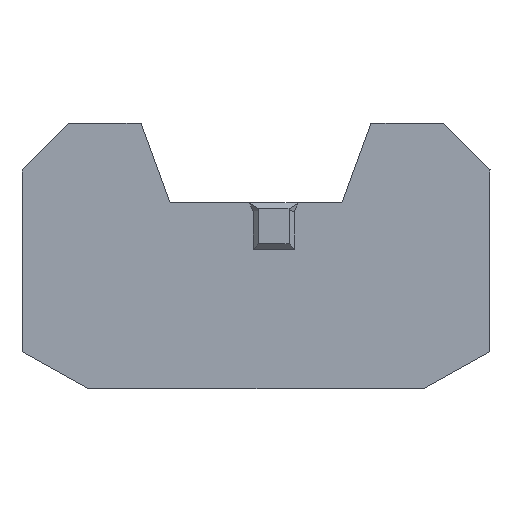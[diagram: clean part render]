
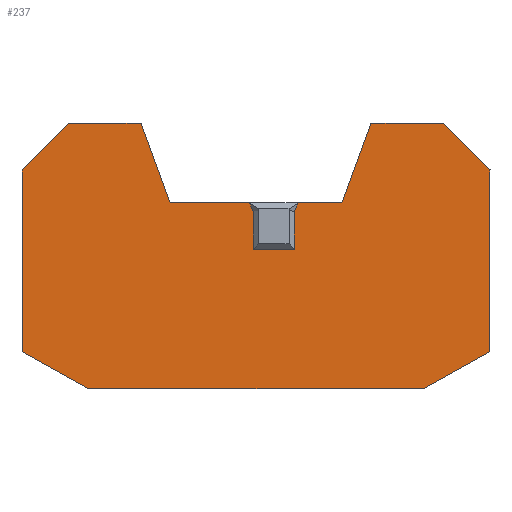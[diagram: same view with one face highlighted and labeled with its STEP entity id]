
A CAD part, left-side view. The second image highlights one B-rep face of the part: STEP entity #237.
In plain terms, the highlighted planar face has unit normal (-1, 0, 0).
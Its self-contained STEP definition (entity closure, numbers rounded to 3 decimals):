
#105=AXIS2_PLACEMENT_3D('Plane Axis2P3D',#102,#103,#104) ;
#42=CARTESIAN_POINT('Vertex',(0.,0.,7.145)) ;
#45=CARTESIAN_POINT('Line Origine',(0.,6.466,3.573)) ;
#49=CARTESIAN_POINT('Vertex',(0.,12.932,0.)) ;
#82=CARTESIAN_POINT('Vertex',(0.,0.,42.35)) ;
#85=CARTESIAN_POINT('Line Origine',(0.,0.,24.748)) ;
#102=CARTESIAN_POINT('Axis2P3D Location',(0.,45.3,2.414)) ;
#107=CARTESIAN_POINT('Line Origine',(0.,4.525,46.875)) ;
#111=CARTESIAN_POINT('Vertex',(0.,9.05,51.4)) ;
#114=CARTESIAN_POINT('Line Origine',(0.,16.05,51.4)) ;
#118=CARTESIAN_POINT('Vertex',(0.,23.05,51.4)) ;
#121=CARTESIAN_POINT('Line Origine',(0.,25.853,43.7)) ;
#125=CARTESIAN_POINT('Vertex',(0.,28.655,36.)) ;
#128=CARTESIAN_POINT('Line Origine',(0.,32.893,36.)) ;
#132=CARTESIAN_POINT('Vertex',(0.,37.132,36.)) ;
#135=CARTESIAN_POINT('Line Origine',(0.,37.491,35.15)) ;
#139=CARTESIAN_POINT('Vertex',(0.,37.85,34.3)) ;
#142=CARTESIAN_POINT('Line Origine',(0.,37.85,30.65)) ;
#146=CARTESIAN_POINT('Vertex',(0.,37.85,27.)) ;
#149=CARTESIAN_POINT('Line Origine',(0.,41.85,27.)) ;
#153=CARTESIAN_POINT('Vertex',(0.,45.85,27.)) ;
#156=CARTESIAN_POINT('Line Origine',(0.,45.85,30.65)) ;
#160=CARTESIAN_POINT('Vertex',(0.,45.85,34.3)) ;
#163=CARTESIAN_POINT('Line Origine',(0.,46.209,35.15)) ;
#167=CARTESIAN_POINT('Vertex',(0.,46.569,36.)) ;
#170=CARTESIAN_POINT('Line Origine',(0.,54.257,36.)) ;
#174=CARTESIAN_POINT('Vertex',(0.,61.945,36.)) ;
#177=CARTESIAN_POINT('Line Origine',(0.,64.747,43.7)) ;
#181=CARTESIAN_POINT('Vertex',(0.,67.55,51.4)) ;
#184=CARTESIAN_POINT('Line Origine',(0.,74.55,51.4)) ;
#188=CARTESIAN_POINT('Vertex',(0.,81.55,51.4)) ;
#191=CARTESIAN_POINT('Line Origine',(0.,86.075,46.875)) ;
#195=CARTESIAN_POINT('Vertex',(0.,90.6,42.35)) ;
#198=CARTESIAN_POINT('Line Origine',(0.,90.6,24.748)) ;
#202=CARTESIAN_POINT('Vertex',(0.,90.6,7.145)) ;
#205=CARTESIAN_POINT('Line Origine',(0.,84.134,3.573)) ;
#209=CARTESIAN_POINT('Vertex',(0.,77.668,0.)) ;
#212=CARTESIAN_POINT('Line Origine',(0.,45.3,0.)) ;
#46=DIRECTION('Vector Direction',(0.,-0.875,0.484)) ;
#86=DIRECTION('Vector Direction',(0.,0.,1.)) ;
#103=DIRECTION('Axis2P3D Direction',(1.,0.,0.)) ;
#104=DIRECTION('Axis2P3D XDirection',(0.,1.,0.)) ;
#108=DIRECTION('Vector Direction',(0.,0.707,0.707)) ;
#115=DIRECTION('Vector Direction',(0.,1.,0.)) ;
#122=DIRECTION('Vector Direction',(0.,0.342,-0.94)) ;
#129=DIRECTION('Vector Direction',(0.,-1.,0.)) ;
#136=DIRECTION('Vector Direction',(0.,0.389,-0.921)) ;
#143=DIRECTION('Vector Direction',(0.,0.,-1.)) ;
#150=DIRECTION('Vector Direction',(0.,1.,0.)) ;
#157=DIRECTION('Vector Direction',(0.,0.,1.)) ;
#164=DIRECTION('Vector Direction',(0.,0.389,0.921)) ;
#171=DIRECTION('Vector Direction',(0.,-1.,0.)) ;
#178=DIRECTION('Vector Direction',(0.,-0.342,-0.94)) ;
#185=DIRECTION('Vector Direction',(0.,-1.,0.)) ;
#192=DIRECTION('Vector Direction',(0.,-0.707,0.707)) ;
#199=DIRECTION('Vector Direction',(0.,0.,1.)) ;
#206=DIRECTION('Vector Direction',(0.,0.875,0.484)) ;
#213=DIRECTION('Vector Direction',(0.,-1.,0.)) ;
#47=VECTOR('Line Direction',#46,1.) ;
#87=VECTOR('Line Direction',#86,1.) ;
#109=VECTOR('Line Direction',#108,1.) ;
#116=VECTOR('Line Direction',#115,1.) ;
#123=VECTOR('Line Direction',#122,1.) ;
#130=VECTOR('Line Direction',#129,1.) ;
#137=VECTOR('Line Direction',#136,1.) ;
#144=VECTOR('Line Direction',#143,1.) ;
#151=VECTOR('Line Direction',#150,1.) ;
#158=VECTOR('Line Direction',#157,1.) ;
#165=VECTOR('Line Direction',#164,1.) ;
#172=VECTOR('Line Direction',#171,1.) ;
#179=VECTOR('Line Direction',#178,1.) ;
#186=VECTOR('Line Direction',#185,1.) ;
#193=VECTOR('Line Direction',#192,1.) ;
#200=VECTOR('Line Direction',#199,1.) ;
#207=VECTOR('Line Direction',#206,1.) ;
#214=VECTOR('Line Direction',#213,1.) ;
#218=ORIENTED_EDGE('',*,*,#89,.T.) ;
#219=ORIENTED_EDGE('',*,*,#113,.T.) ;
#220=ORIENTED_EDGE('',*,*,#120,.T.) ;
#221=ORIENTED_EDGE('',*,*,#127,.T.) ;
#222=ORIENTED_EDGE('',*,*,#134,.F.) ;
#223=ORIENTED_EDGE('',*,*,#141,.T.) ;
#224=ORIENTED_EDGE('',*,*,#148,.T.) ;
#225=ORIENTED_EDGE('',*,*,#155,.T.) ;
#226=ORIENTED_EDGE('',*,*,#162,.T.) ;
#227=ORIENTED_EDGE('',*,*,#169,.T.) ;
#228=ORIENTED_EDGE('',*,*,#176,.F.) ;
#229=ORIENTED_EDGE('',*,*,#183,.F.) ;
#230=ORIENTED_EDGE('',*,*,#190,.F.) ;
#231=ORIENTED_EDGE('',*,*,#197,.F.) ;
#232=ORIENTED_EDGE('',*,*,#204,.F.) ;
#233=ORIENTED_EDGE('',*,*,#211,.F.) ;
#234=ORIENTED_EDGE('',*,*,#216,.T.) ;
#235=ORIENTED_EDGE('',*,*,#51,.T.) ;
#237=ADVANCED_FACE('Hauptk\X2\00F6\X0\rper',(#236),#106,.F.) ;
#51=EDGE_CURVE('',#50,#43,#48,.T.) ;
#89=EDGE_CURVE('',#43,#83,#88,.T.) ;
#113=EDGE_CURVE('',#83,#112,#110,.T.) ;
#120=EDGE_CURVE('',#112,#119,#117,.T.) ;
#127=EDGE_CURVE('',#119,#126,#124,.T.) ;
#134=EDGE_CURVE('',#133,#126,#131,.T.) ;
#141=EDGE_CURVE('',#133,#140,#138,.T.) ;
#148=EDGE_CURVE('',#140,#147,#145,.T.) ;
#155=EDGE_CURVE('',#147,#154,#152,.T.) ;
#162=EDGE_CURVE('',#154,#161,#159,.T.) ;
#169=EDGE_CURVE('',#161,#168,#166,.T.) ;
#176=EDGE_CURVE('',#175,#168,#173,.T.) ;
#183=EDGE_CURVE('',#182,#175,#180,.T.) ;
#190=EDGE_CURVE('',#189,#182,#187,.T.) ;
#197=EDGE_CURVE('',#196,#189,#194,.T.) ;
#204=EDGE_CURVE('',#203,#196,#201,.T.) ;
#211=EDGE_CURVE('',#210,#203,#208,.T.) ;
#216=EDGE_CURVE('',#210,#50,#215,.T.) ;
#217=EDGE_LOOP('',(#218,#219,#220,#221,#222,#223,#224,#225,#226,#227,#228,#229,#230,#231,#232,#233,#234,#235)) ;
#236=FACE_OUTER_BOUND('',#217,.T.) ;
#48=LINE('Line',#45,#47) ;
#88=LINE('Line',#85,#87) ;
#110=LINE('Line',#107,#109) ;
#117=LINE('Line',#114,#116) ;
#124=LINE('Line',#121,#123) ;
#131=LINE('Line',#128,#130) ;
#138=LINE('Line',#135,#137) ;
#145=LINE('Line',#142,#144) ;
#152=LINE('Line',#149,#151) ;
#159=LINE('Line',#156,#158) ;
#166=LINE('Line',#163,#165) ;
#173=LINE('Line',#170,#172) ;
#180=LINE('Line',#177,#179) ;
#187=LINE('Line',#184,#186) ;
#194=LINE('Line',#191,#193) ;
#201=LINE('Line',#198,#200) ;
#208=LINE('Line',#205,#207) ;
#215=LINE('Line',#212,#214) ;
#106=PLANE('',#105) ;
#43=VERTEX_POINT('',#42) ;
#50=VERTEX_POINT('',#49) ;
#83=VERTEX_POINT('',#82) ;
#112=VERTEX_POINT('',#111) ;
#119=VERTEX_POINT('',#118) ;
#126=VERTEX_POINT('',#125) ;
#133=VERTEX_POINT('',#132) ;
#140=VERTEX_POINT('',#139) ;
#147=VERTEX_POINT('',#146) ;
#154=VERTEX_POINT('',#153) ;
#161=VERTEX_POINT('',#160) ;
#168=VERTEX_POINT('',#167) ;
#175=VERTEX_POINT('',#174) ;
#182=VERTEX_POINT('',#181) ;
#189=VERTEX_POINT('',#188) ;
#196=VERTEX_POINT('',#195) ;
#203=VERTEX_POINT('',#202) ;
#210=VERTEX_POINT('',#209) ;
